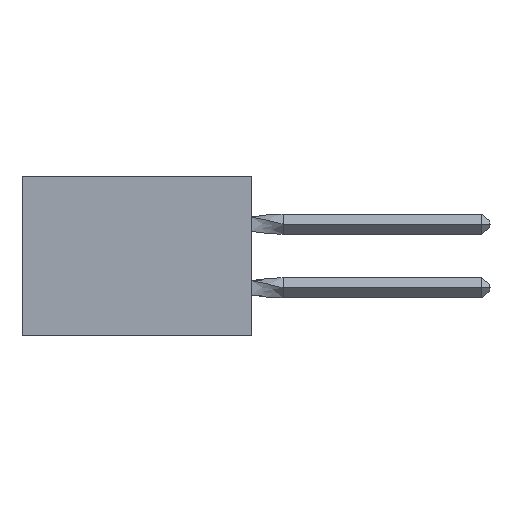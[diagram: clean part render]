
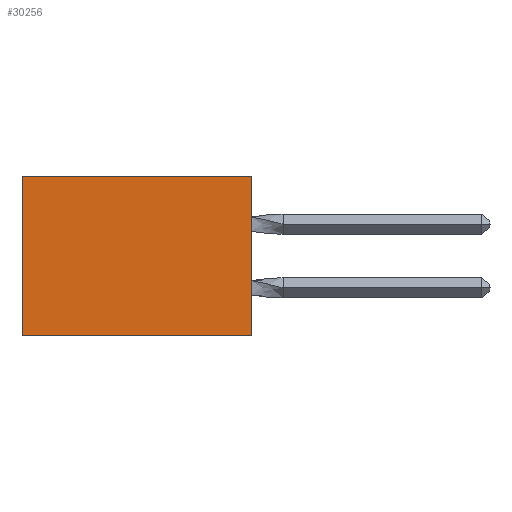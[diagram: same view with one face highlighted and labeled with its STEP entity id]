
A CAD part, left-side view. The second image highlights one B-rep face of the part: STEP entity #30256.
In plain terms, the highlighted planar face has unit normal (-1, 0, 0).
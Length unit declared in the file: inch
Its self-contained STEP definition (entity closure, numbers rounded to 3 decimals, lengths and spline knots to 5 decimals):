
#20 = AXIS2_PLACEMENT_3D ( 'NONE', #9148, #15049, #17976 ) ;
#2386 = VERTEX_POINT ( 'NONE', #17548 ) ;
#3026 = EDGE_CURVE ( 'NONE', #10880, #37833, #18055, .T. ) ;
#6875 = CARTESIAN_POINT ( 'NONE',  ( 0.305, 0., -0.5 ) ) ;
#7609 = EDGE_LOOP ( 'NONE', ( #19042, #29278, #28771, #36564 ) ) ;
#8349 = LINE ( 'NONE', #28751, #21702 ) ;
#8845 = CARTESIAN_POINT ( 'NONE',  ( 0.305, 0.72, 0. ) ) ;
#9116 = CARTESIAN_POINT ( 'NONE',  ( 0.305, 0., -0.5 ) ) ;
#9148 = CARTESIAN_POINT ( 'NONE',  ( 0.305, 0., -0.5 ) ) ;
#10880 = VERTEX_POINT ( 'NONE', #32486 ) ;
#12791 = DIRECTION ( 'NONE',  ( 0., 0., -1. ) ) ;
#15049 = DIRECTION ( 'NONE',  ( 1., 0., 0. ) ) ;
#15264 = DIRECTION ( 'NONE',  ( 0., 1., 0. ) ) ;
#15721 = VERTEX_POINT ( 'NONE', #8845 ) ;
#17548 = CARTESIAN_POINT ( 'NONE',  ( 0.305, 0., 0. ) ) ;
#17976 = DIRECTION ( 'NONE',  ( 0., 0., -1. ) ) ;
#18055 = LINE ( 'NONE', #9116, #24974 ) ;
#19042 = ORIENTED_EDGE ( 'NONE', *, *, #19195, .T. ) ;
#19195 = EDGE_CURVE ( 'NONE', #15721, #37833, #35568, .T. ) ;
#19729 = DIRECTION ( 'NONE',  ( 0., 1., 0. ) ) ;
#21702 = VECTOR ( 'NONE', #19729, 39.37008 ) ;
#23306 = CARTESIAN_POINT ( 'NONE',  ( 0.305, 0.72, -0.5 ) ) ;
#24348 = VECTOR ( 'NONE', #12791, 39.37008 ) ;
#24974 = VECTOR ( 'NONE', #15264, 39.37008 ) ;
#25891 = VECTOR ( 'NONE', #37887, 39.37008 ) ;
#26723 = PLANE ( 'NONE',  #20 ) ;
#27502 = FACE_OUTER_BOUND ( 'NONE', #7609, .T. ) ;
#28751 = CARTESIAN_POINT ( 'NONE',  ( 0.305, 0., 0. ) ) ;
#28771 = ORIENTED_EDGE ( 'NONE', *, *, #29705, .F. ) ;
#29278 = ORIENTED_EDGE ( 'NONE', *, *, #3026, .F. ) ;
#29705 = EDGE_CURVE ( 'NONE', #2386, #10880, #29858, .T. ) ;
#29858 = LINE ( 'NONE', #6875, #24348 ) ;
#30256 = ADVANCED_FACE ( 'NONE', ( #27502 ), #26723, .F. ) ;
#32486 = CARTESIAN_POINT ( 'NONE',  ( 0.305, 0., -0.5 ) ) ;
#34449 = EDGE_CURVE ( 'NONE', #2386, #15721, #8349, .T. ) ;
#35460 = CARTESIAN_POINT ( 'NONE',  ( 0.305, 0.72, -0.5 ) ) ;
#35568 = LINE ( 'NONE', #35460, #25891 ) ;
#36564 = ORIENTED_EDGE ( 'NONE', *, *, #34449, .T. ) ;
#37833 = VERTEX_POINT ( 'NONE', #23306 ) ;
#37887 = DIRECTION ( 'NONE',  ( 0., 0., -1. ) ) ;
